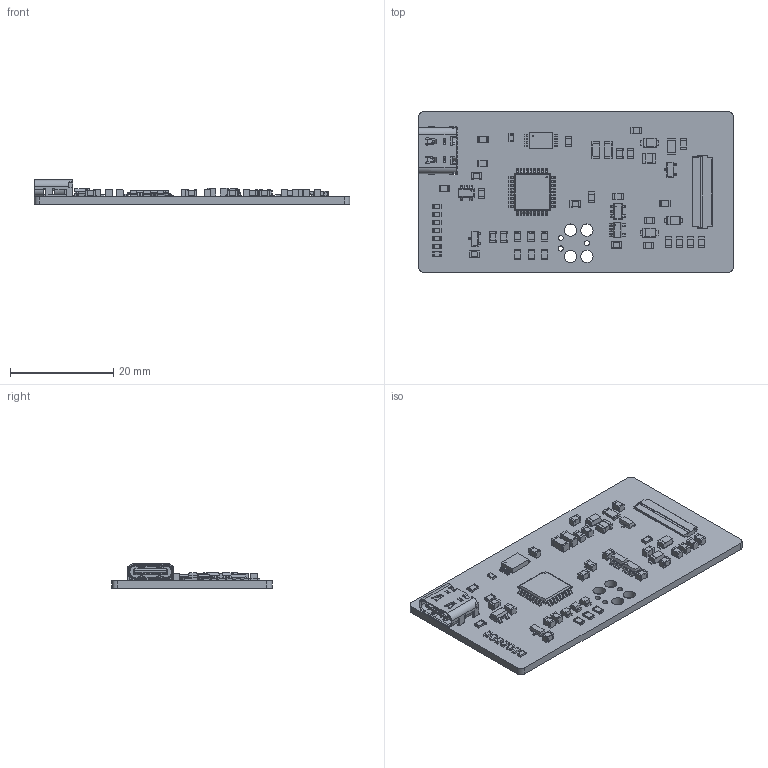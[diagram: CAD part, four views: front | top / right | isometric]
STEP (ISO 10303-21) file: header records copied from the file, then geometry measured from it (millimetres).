
FILE_DESCRIPTION(('KiCad electronic assembly'),'2;1');
FILE_NAME('nametag.step','2024-05-18T18:51:04',('Pcbnew'),('Kicad'), 'Open CASCADE STEP processor 7.7','KiCad to STEP converter','Unknown' );
FILE_SCHEMA(('AUTOMOTIVE_DESIGN { 1 0 10303 214 1 1 1 1 }'));
Length unit declared in the file: millimetre
Products named in the file (30): nametag 1; C_0805_2012Metric; R_0805_2012Metric; NXV55UNR; SOT23; PMEG3020ER_115; SOD123W; R_0603_1608Metric; SOT23-5LD-PL-1_MCH; part; LED_0805_2012Metric; R_1206_3216Metric; C_1206_3216Metric; 12402012E212A; _X2_4E006B21_X0_MOLDING_-261340; FH34SRJ-24S-0.5SH_99_; FH34SRJ-24S-0.5SH; TSSOP8_MC_MCH; TQFP32_PT_MCH; L_1008_2520Metric; _autosave-nametag_PCB
Assembly tree (69 placements, depth 3):
  nametag 1
    C_0805_2012Metric  x20
      C_0805_2012Metric
    R_0805_2012Metric  x7
      R_0805_2012Metric
    NXV55UNR  x2
      SOT23
    PMEG3020ER_115  x3
      SOD123W
    R_0603_1608Metric  x8
      R_0603_1608Metric
    SOT23-5LD-PL-1_MCH  x3
      part
    LED_0805_2012Metric  x3
      LED_0805_2012Metric
    R_1206_3216Metric
      R_1206_3216Metric
    C_1206_3216Metric  x2
      C_1206_3216Metric
    12402012E212A
      _X2_4E006B21_X0_MOLDING_-261340
    FH34SRJ-24S-0.5SH_99_
      FH34SRJ-24S-0.5SH
    TSSOP8_MC_MCH
      part
    TQFP32_PT_MCH
      part
    L_1008_2520Metric
      L_1008_2520Metric
    _autosave-nametag_PCB
Bounding box: 61 x 31 x 4.76 mm (x, y, z)
Volume: 3130 mm3; surface area: 5631.4 mm2
Topology: 130 solids, 130 shells, 3583 faces, 9522 edges, 6221 vertices
Faces by surface type: plane 2564, cylinder 963, cone 34, bspline 14, torus 8
Full cylindrical faces by diameter (mm): 0.085 x3, 0.225 x1, 0.28 x1, 0.65 x2, 0.991 x3, 2.375 x4
Entity records: 85351 total; most frequent: CARTESIAN_POINT 13749, ORIENTED_EDGE 12494, DIRECTION 11987, EDGE_CURVE 6247, LINE 4991, VECTOR 4991, VERTEX_POINT 4073, AXIS2_PLACEMENT_3D 3498
